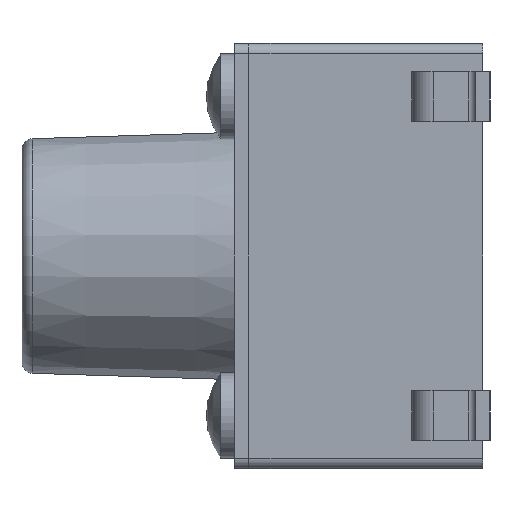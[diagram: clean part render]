
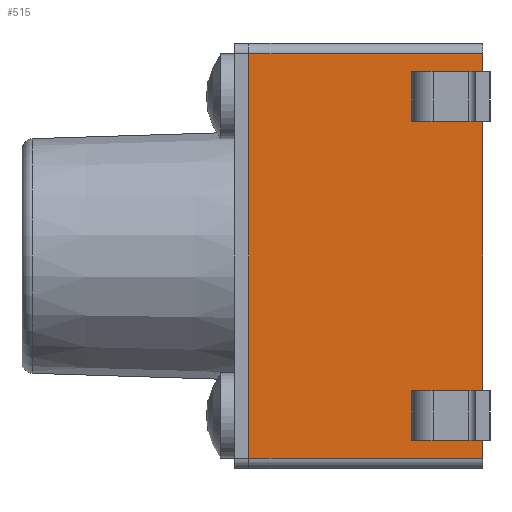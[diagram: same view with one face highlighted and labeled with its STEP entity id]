
A CAD part, left-side view. The second image highlights one B-rep face of the part: STEP entity #515.
In plain terms, the highlighted planar face has unit normal (-1, 0, 0).
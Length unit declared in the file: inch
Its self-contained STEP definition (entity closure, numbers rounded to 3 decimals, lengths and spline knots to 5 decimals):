
#30 = ORIENTED_EDGE ( 'NONE', *, *, #1802, .T. ) ;
#48 = DIRECTION ( 'NONE',  ( 0., 1., 0. ) ) ;
#90 = ORIENTED_EDGE ( 'NONE', *, *, #647, .T. ) ;
#118 = LINE ( 'NONE', #134, #2026 ) ;
#134 = CARTESIAN_POINT ( 'NONE',  ( -0.11811, 0., -0.11811 ) ) ;
#180 = VECTOR ( 'NONE', #2071, 39.37008 ) ;
#185 = LINE ( 'NONE', #2921, #787 ) ;
#411 = CARTESIAN_POINT ( 'NONE',  ( -0.11811, 0.12992, -0.11811 ) ) ;
#515 = ADVANCED_FACE ( 'NONE', ( #2829 ), #2016, .F. ) ;
#647 = EDGE_CURVE ( 'NONE', #1065, #3345, #185, .T. ) ;
#787 = VECTOR ( 'NONE', #2863, 39.37008 ) ;
#923 = DIRECTION ( 'NONE',  ( 0., 0., 1. ) ) ;
#1056 = ORIENTED_EDGE ( 'NONE', *, *, #2532, .T. ) ;
#1065 = VERTEX_POINT ( 'NONE', #2097 ) ;
#1203 = VERTEX_POINT ( 'NONE', #2183 ) ;
#1210 = LINE ( 'NONE', #411, #180 ) ;
#1568 = ORIENTED_EDGE ( 'NONE', *, *, #3265, .F. ) ;
#1607 = VECTOR ( 'NONE', #2393, 39.37008 ) ;
#1743 = CARTESIAN_POINT ( 'NONE',  ( -0.11811, 0.12992, -0.1122 ) ) ;
#1772 = CARTESIAN_POINT ( 'NONE',  ( -0.11811, 0.12992, -0.1122 ) ) ;
#1802 = EDGE_CURVE ( 'NONE', #3118, #1203, #3155, .T. ) ;
#1876 = CARTESIAN_POINT ( 'NONE',  ( -0.11811, 0.12992, 0.1122 ) ) ;
#1896 = EDGE_LOOP ( 'NONE', ( #1568, #30, #1056, #90 ) ) ;
#2016 = PLANE ( 'NONE',  #2816 ) ;
#2026 = VECTOR ( 'NONE', #923, 39.37008 ) ;
#2071 = DIRECTION ( 'NONE',  ( 0., 0., 1. ) ) ;
#2097 = CARTESIAN_POINT ( 'NONE',  ( -0.11811, 0., 0.1122 ) ) ;
#2183 = CARTESIAN_POINT ( 'NONE',  ( -0.11811, 0., -0.1122 ) ) ;
#2238 = DIRECTION ( 'NONE',  ( 1., 0., 0. ) ) ;
#2393 = DIRECTION ( 'NONE',  ( 0., -1., 0. ) ) ;
#2526 = CARTESIAN_POINT ( 'NONE',  ( -0.11811, 0.12992, -0.11811 ) ) ;
#2532 = EDGE_CURVE ( 'NONE', #1203, #1065, #118, .T. ) ;
#2816 = AXIS2_PLACEMENT_3D ( 'NONE', #2526, #2238, #48 ) ;
#2829 = FACE_OUTER_BOUND ( 'NONE', #1896, .T. ) ;
#2863 = DIRECTION ( 'NONE',  ( 0., 1., 0. ) ) ;
#2921 = CARTESIAN_POINT ( 'NONE',  ( -0.11811, 0.12992, 0.1122 ) ) ;
#3118 = VERTEX_POINT ( 'NONE', #1743 ) ;
#3155 = LINE ( 'NONE', #1772, #1607 ) ;
#3265 = EDGE_CURVE ( 'NONE', #3118, #3345, #1210, .T. ) ;
#3345 = VERTEX_POINT ( 'NONE', #1876 ) ;
